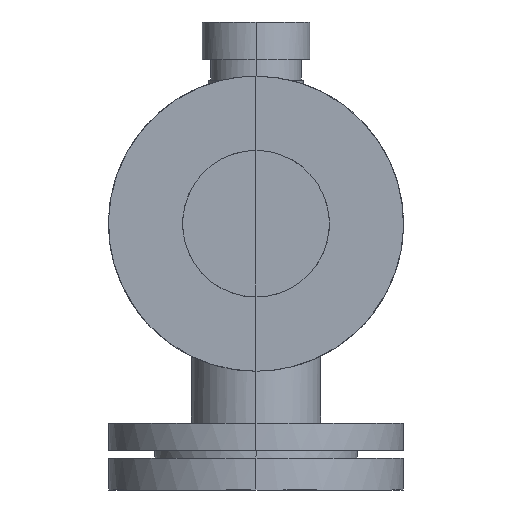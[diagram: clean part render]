
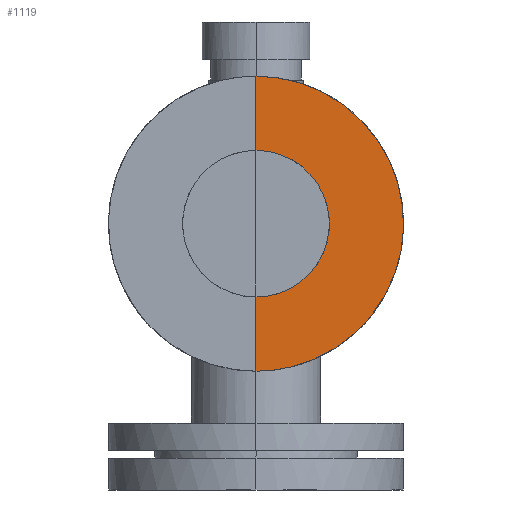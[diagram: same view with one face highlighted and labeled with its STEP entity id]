
A CAD part, left-side view. The second image highlights one B-rep face of the part: STEP entity #1119.
In plain terms, the highlighted planar face has unit normal (-1, 0, 0).
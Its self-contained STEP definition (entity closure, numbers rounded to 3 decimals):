
#1011=CARTESIAN_POINT('Vertex',(-167.,0.,-46.)) ;
#1017=CARTESIAN_POINT('Control Point',(-167.,0.,46.)) ;
#1018=CARTESIAN_POINT('Control Point',(-167.,-7.226,46.)) ;
#1019=CARTESIAN_POINT('Control Point',(-167.,-14.451,44.581)) ;
#1020=CARTESIAN_POINT('Control Point',(-167.,-21.305,41.742)) ;
#1021=CARTESIAN_POINT('Control Point',(-167.,-33.53,33.53)) ;
#1022=CARTESIAN_POINT('Control Point',(-167.,-41.742,21.305)) ;
#1023=CARTESIAN_POINT('Control Point',(-167.,-44.581,14.451)) ;
#1024=CARTESIAN_POINT('Control Point',(-167.,-47.419,0.)) ;
#1025=CARTESIAN_POINT('Control Point',(-167.,-44.581,-14.451)) ;
#1026=CARTESIAN_POINT('Control Point',(-167.,-41.742,-21.305)) ;
#1027=CARTESIAN_POINT('Control Point',(-167.,-33.53,-33.53)) ;
#1028=CARTESIAN_POINT('Control Point',(-167.,-21.305,-41.742)) ;
#1029=CARTESIAN_POINT('Control Point',(-167.,-14.451,-44.581)) ;
#1030=CARTESIAN_POINT('Control Point',(-167.,-7.226,-46.)) ;
#1031=CARTESIAN_POINT('Control Point',(-167.,0.,-46.)) ;
#1032=CARTESIAN_POINT('Vertex',(-167.,0.,46.)) ;
#1089=CARTESIAN_POINT('Axis2P3D Location',(-167.,0.,0.)) ;
#1095=CARTESIAN_POINT('Control Point',(-167.,0.,-92.5)) ;
#1096=CARTESIAN_POINT('Control Point',(-167.,0.,-46.)) ;
#1097=CARTESIAN_POINT('Vertex',(-167.,0.,-92.5)) ;
#1101=CARTESIAN_POINT('Control Point',(-167.,0.,92.5)) ;
#1102=CARTESIAN_POINT('Control Point',(-167.,-92.5,92.5)) ;
#1103=CARTESIAN_POINT('Control Point',(-167.,-92.5,0.)) ;
#1104=CARTESIAN_POINT('Control Point',(-167.,-92.5,-92.5)) ;
#1105=CARTESIAN_POINT('Control Point',(-167.,0.,-92.5)) ;
#1106=CARTESIAN_POINT('Vertex',(-167.,0.,92.5)) ;
#1110=CARTESIAN_POINT('Control Point',(-167.,0.,46.)) ;
#1111=CARTESIAN_POINT('Control Point',(-167.,0.,92.5)) ;
#1090=DIRECTION('Axis2P3D Direction',(-1.,0.,0.)) ;
#1091=DIRECTION('Axis2P3D XDirection',(0.,0.,1.)) ;
#1092=AXIS2_PLACEMENT_3D('Plane Axis2P3D',#1089,#1090,#1091) ;
#1093=PLANE('',#1092) ;
#1034=EDGE_CURVE('',#1033,#1012,#1016,.T.) ;
#1099=EDGE_CURVE('',#1098,#1012,#1094,.T.) ;
#1108=EDGE_CURVE('',#1107,#1098,#1100,.T.) ;
#1112=EDGE_CURVE('',#1033,#1107,#1109,.T.) ;
#1114=ORIENTED_EDGE('',*,*,#1034,.T.) ;
#1115=ORIENTED_EDGE('',*,*,#1099,.F.) ;
#1116=ORIENTED_EDGE('',*,*,#1108,.F.) ;
#1117=ORIENTED_EDGE('',*,*,#1112,.F.) ;
#1113=EDGE_LOOP('',(#1114,#1115,#1116,#1117)) ;
#1012=VERTEX_POINT('',#1011) ;
#1033=VERTEX_POINT('',#1032) ;
#1098=VERTEX_POINT('',#1097) ;
#1107=VERTEX_POINT('',#1106) ;
#1119=ADVANCED_FACE('Solid1',(#1118),#1093,.T.) ;
#1016=B_SPLINE_CURVE_WITH_KNOTS('',5,(#1017,#1018,#1019,#1020,#1021,#1022,#1023,#1024,#1025,#1026,#1027,#1028,#1029,#1030,#1031),.UNSPECIFIED.,.F.,.U.,(6,3,3,3,6),(0.,0.785,1.571,2.356,3.142),.UNSPECIFIED.) ;
#1094=B_SPLINE_CURVE_WITH_KNOTS('',1,(#1095,#1096),.UNSPECIFIED.,.F.,.U.,(2,2),(0.,46.5),.UNSPECIFIED.) ;
#1109=B_SPLINE_CURVE_WITH_KNOTS('',1,(#1110,#1111),.UNSPECIFIED.,.F.,.U.,(2,2),(0.,46.5),.UNSPECIFIED.) ;
#1118=FACE_OUTER_BOUND('',#1113,.T.) ;
#1100=(BOUNDED_CURVE()B_SPLINE_CURVE(2,(#1101,#1102,#1103,#1104,#1105),.UNSPECIFIED.,.F.,.U.)B_SPLINE_CURVE_WITH_KNOTS((3,2,3),(0.,185.,370.),.UNSPECIFIED.)CURVE()GEOMETRIC_REPRESENTATION_ITEM()RATIONAL_B_SPLINE_CURVE((1.,0.707,1.,0.707,1.))REPRESENTATION_ITEM('')) ;
